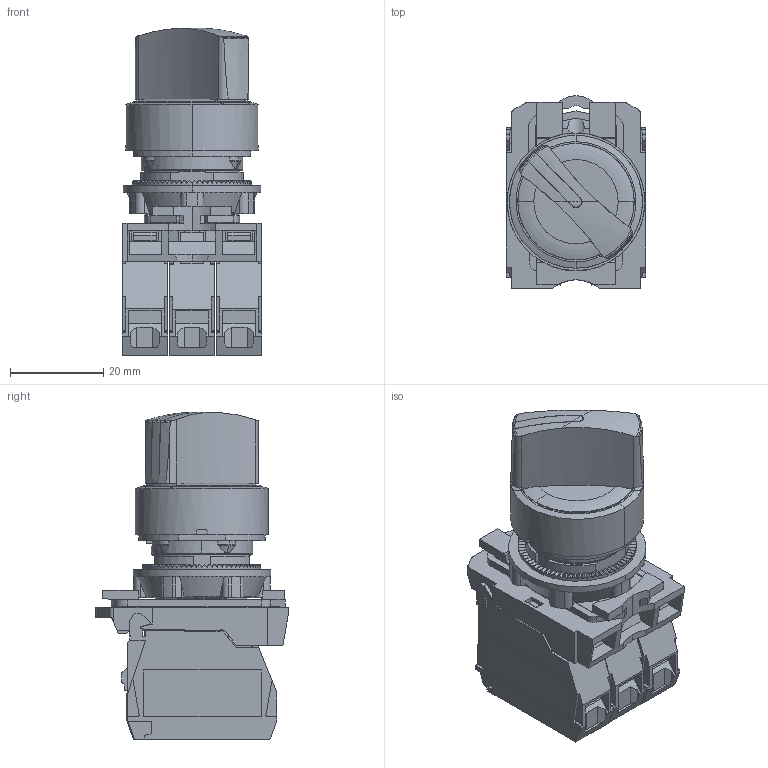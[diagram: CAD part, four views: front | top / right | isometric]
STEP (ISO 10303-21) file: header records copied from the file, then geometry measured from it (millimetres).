
FILE_DESCRIPTION(('STEP AP214'),'1');
FILE_NAME('XB5AK124G5.stp','2022-07-19T09:07:13',('TraceParts'),('TraceParts S.A.'),'Spatial InterOp 3D',' ',' ');
FILE_SCHEMA(('AUTOMOTIVE_DESIGN { 1 0 10303 214 1 1 1 1 }'));
Length unit declared in the file: millimetre
Products named in the file (1): XB5AK124G5_1
Bounding box: 30 x 41.25 x 70.29 mm (x, y, z)
Volume: 38242.9 mm3; surface area: 21881 mm2
Topology: 7 solids, 7 shells, 1790 faces, 5239 edges, 3474 vertices
Faces by surface type: plane 1282, cylinder 447, cone 31, torus 28, sphere 2
Entity records: 63724 total; most frequent: CARTESIAN_POINT 15790, ORIENTED_EDGE 10474, DIRECTION 9661, EDGE_CURVE 5237, LINE 3535, VECTOR 3535, VERTEX_POINT 3474, AXIS2_PLACEMENT_3D 3063
